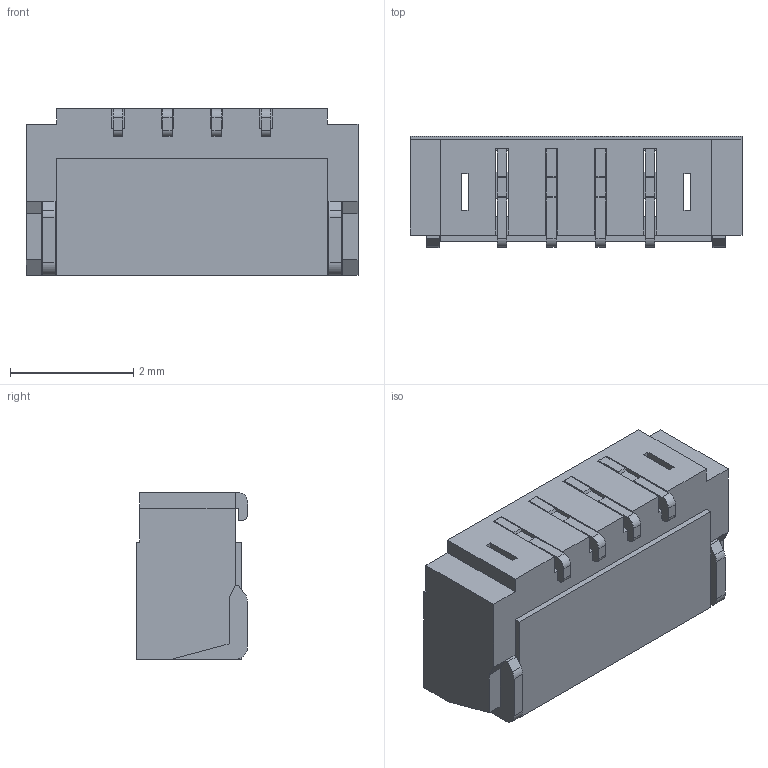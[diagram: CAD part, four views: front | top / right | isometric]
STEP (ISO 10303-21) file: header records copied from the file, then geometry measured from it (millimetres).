
FILE_DESCRIPTION (( 'STEP AP214' ), '1' );
FILE_NAME ('FWF08002-S04B13W5M-REF .STEP', '2025-10-14T05:48:14', ( '' ), ( '' ), 'SwSTEP 2.0', 'SolidWorks 2021', '' );
FILE_SCHEMA (( 'AUTOMOTIVE_DESIGN' ));
Length unit declared in the file: millimetre
Products named in the file (1): FWF08002-S04B13W5M-REF 
Bounding box: 5.38 x 1.8 x 2.7 mm (x, y, z)
Volume: 15.7 mm3; surface area: 107.6 mm2
Topology: 1 solids, 1 shells, 193 faces, 634 edges, 414 vertices
Faces by surface type: plane 165, cylinder 28
Entity records: 6922 total; most frequent: ORIENTED_EDGE 1268, CARTESIAN_POINT 1242, DIRECTION 1078, EDGE_CURVE 634, LINE 578, VECTOR 578, VERTEX_POINT 414, AXIS2_PLACEMENT_3D 250
